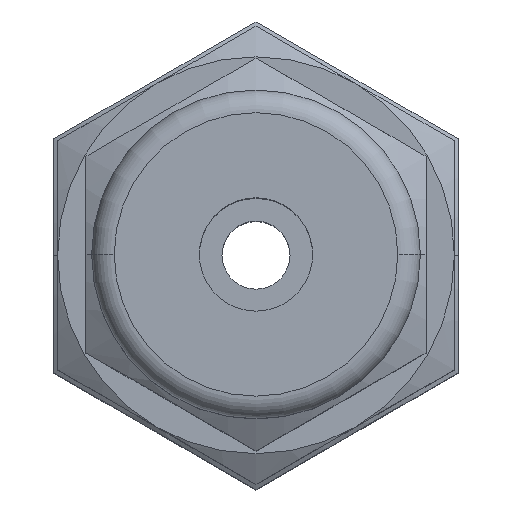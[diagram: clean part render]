
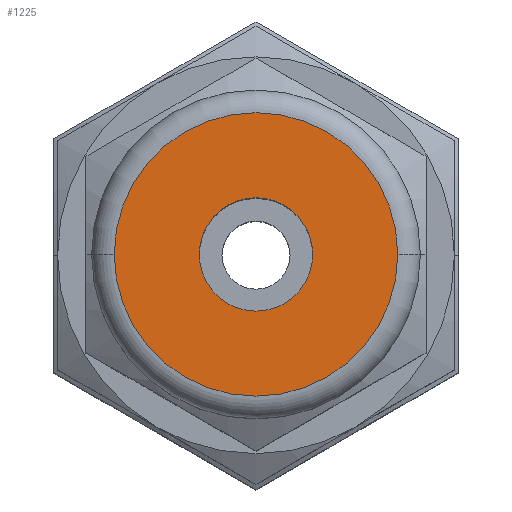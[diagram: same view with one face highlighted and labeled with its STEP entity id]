
A CAD part, top view. The second image highlights one B-rep face of the part: STEP entity #1225.
In plain terms, the highlighted planar face has unit normal (0, 0, 1).
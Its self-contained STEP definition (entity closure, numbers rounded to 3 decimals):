
#26 = DIRECTION ( 'NONE',  ( 1., 0., 0. ) ) ;
#624 = CIRCLE ( 'NONE', #3212, 2. ) ;
#725 = CARTESIAN_POINT ( 'NONE',  ( -2., 0., 0. ) ) ;
#1112 = EDGE_CURVE ( 'NONE', #5315, #6389, #2125, .T. ) ;
#1225 = ADVANCED_FACE ( 'NONE', ( #4110, #7301 ), #4176, .T. ) ;
#1260 = CARTESIAN_POINT ( 'NONE',  ( 2., 0., 0. ) ) ;
#1268 = DIRECTION ( 'NONE',  ( 0., 0., 1. ) ) ;
#1378 = CARTESIAN_POINT ( 'NONE',  ( 0., 0., 0. ) ) ;
#1536 = VERTEX_POINT ( 'NONE', #725 ) ;
#1612 = AXIS2_PLACEMENT_3D ( 'NONE', #1378, #1268, #5845 ) ;
#2125 = CIRCLE ( 'NONE', #1612, 5. ) ;
#2201 = AXIS2_PLACEMENT_3D ( 'NONE', #7440, #4206, #4829 ) ;
#2226 = CIRCLE ( 'NONE', #7499, 5. ) ;
#2290 = CIRCLE ( 'NONE', #3547, 2. ) ;
#2615 = EDGE_CURVE ( 'NONE', #1536, #2651, #624, .T. ) ;
#2651 = VERTEX_POINT ( 'NONE', #1260 ) ;
#2782 = EDGE_CURVE ( 'NONE', #6389, #5315, #2226, .T. ) ;
#2948 = EDGE_LOOP ( 'NONE', ( #4042, #4535 ) ) ;
#3119 = CARTESIAN_POINT ( 'NONE',  ( 0., 0., 0. ) ) ;
#3129 = DIRECTION ( 'NONE',  ( 0., 0., 1. ) ) ;
#3212 = AXIS2_PLACEMENT_3D ( 'NONE', #6923, #3129, #26 ) ;
#3547 = AXIS2_PLACEMENT_3D ( 'NONE', #3119, #7580, #8184 ) ;
#3645 = CARTESIAN_POINT ( 'NONE',  ( -5., 0., 0. ) ) ;
#4042 = ORIENTED_EDGE ( 'NONE', *, *, #1112, .T. ) ;
#4110 = FACE_OUTER_BOUND ( 'NONE', #2948, .T. ) ;
#4176 = PLANE ( 'NONE',  #2201 ) ;
#4206 = DIRECTION ( 'NONE',  ( 0., 0., 1. ) ) ;
#4495 = CARTESIAN_POINT ( 'NONE',  ( 5., 0., 0. ) ) ;
#4513 = DIRECTION ( 'NONE',  ( 1., 0., 0. ) ) ;
#4535 = ORIENTED_EDGE ( 'NONE', *, *, #2782, .T. ) ;
#4829 = DIRECTION ( 'NONE',  ( 1., 0., 0. ) ) ;
#5315 = VERTEX_POINT ( 'NONE', #4495 ) ;
#5837 = CARTESIAN_POINT ( 'NONE',  ( 0., 0., 0. ) ) ;
#5845 = DIRECTION ( 'NONE',  ( 1., 0., 0. ) ) ;
#5994 = ORIENTED_EDGE ( 'NONE', *, *, #2615, .F. ) ;
#6389 = VERTEX_POINT ( 'NONE', #3645 ) ;
#6492 = DIRECTION ( 'NONE',  ( 0., 0., 1. ) ) ;
#6501 = EDGE_LOOP ( 'NONE', ( #7925, #5994 ) ) ;
#6662 = EDGE_CURVE ( 'NONE', #2651, #1536, #2290, .T. ) ;
#6923 = CARTESIAN_POINT ( 'NONE',  ( 0., 0., 0. ) ) ;
#7301 = FACE_BOUND ( 'NONE', #6501, .T. ) ;
#7440 = CARTESIAN_POINT ( 'NONE',  ( 0., 6.928, 0. ) ) ;
#7499 = AXIS2_PLACEMENT_3D ( 'NONE', #5837, #6492, #4513 ) ;
#7580 = DIRECTION ( 'NONE',  ( 0., 0., 1. ) ) ;
#7925 = ORIENTED_EDGE ( 'NONE', *, *, #6662, .F. ) ;
#8184 = DIRECTION ( 'NONE',  ( 1., 0., 0. ) ) ;
